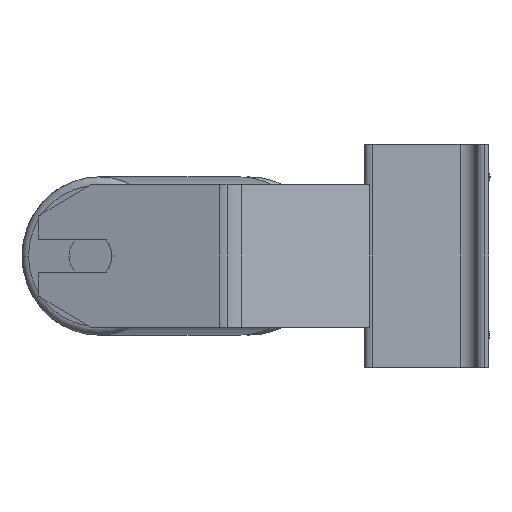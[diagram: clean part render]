
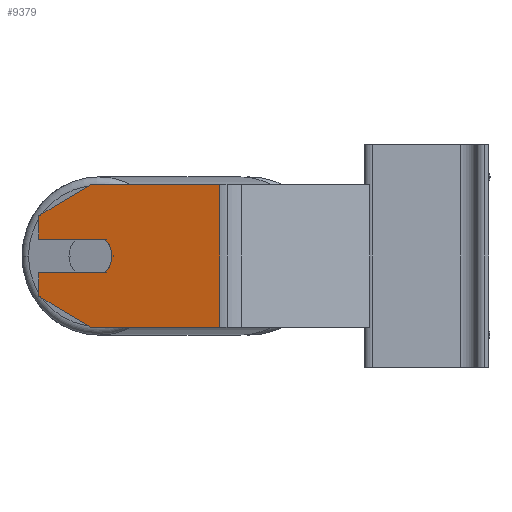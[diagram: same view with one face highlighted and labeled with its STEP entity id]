
A CAD part, left-side view. The second image highlights one B-rep face of the part: STEP entity #9379.
In plain terms, the highlighted planar face has unit normal (-0.966, 0.259, 0).
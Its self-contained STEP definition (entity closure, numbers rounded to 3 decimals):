
#122 = ORIENTED_EDGE ( 'NONE', *, *, #4174, .T. ) ;
#139 = AXIS2_PLACEMENT_3D ( 'NONE', #8017, #643, #2221 ) ;
#165 = CARTESIAN_POINT ( 'NONE',  ( -502.993, 201.025, 22.679 ) ) ;
#300 = CARTESIAN_POINT ( 'NONE',  ( -502.993, 201.025, -40. ) ) ;
#334 = DIRECTION ( 'NONE',  ( -0.966, 0.259, 0. ) ) ;
#370 = ORIENTED_EDGE ( 'NONE', *, *, #3680, .F. ) ;
#372 = LINE ( 'NONE', #10053, #2749 ) ;
#423 = DIRECTION ( 'NONE',  ( -0.259, -0.966, 0. ) ) ;
#542 = PLANE ( 'NONE',  #7345 ) ;
#589 = DIRECTION ( 'NONE',  ( 0.259, 0.966, 0. ) ) ;
#643 = DIRECTION ( 'NONE',  ( -0.966, 0.259, 0. ) ) ;
#899 = CARTESIAN_POINT ( 'NONE',  ( -502.993, 201.025, -9.5 ) ) ;
#925 = VERTEX_POINT ( 'NONE', #165 ) ;
#997 = VERTEX_POINT ( 'NONE', #10608 ) ;
#1013 = CARTESIAN_POINT ( 'NONE',  ( -513.993, 159.973, 0. ) ) ;
#1087 = DIRECTION ( 'NONE',  ( -0.259, -0.966, 0. ) ) ;
#1287 = ORIENTED_EDGE ( 'NONE', *, *, #3079, .F. ) ;
#1802 = CARTESIAN_POINT ( 'NONE',  ( -502.993, 201.025, -22.679 ) ) ;
#1975 = VERTEX_POINT ( 'NONE', #9590 ) ;
#2221 = DIRECTION ( 'NONE',  ( -0.259, -0.966, 0. ) ) ;
#2345 = DIRECTION ( 'NONE',  ( 0., 0., -1. ) ) ;
#2362 = AXIS2_PLACEMENT_3D ( 'NONE', #2717, #334, #1087 ) ;
#2370 = ORIENTED_EDGE ( 'NONE', *, *, #3590, .T. ) ;
#2453 = LINE ( 'NONE', #5714, #9057 ) ;
#2599 = EDGE_CURVE ( 'NONE', #7695, #5184, #372, .T. ) ;
#2717 = CARTESIAN_POINT ( 'NONE',  ( -510.758, 172.047, 0. ) ) ;
#2749 = VECTOR ( 'NONE', #423, 1000. ) ;
#2792 = CARTESIAN_POINT ( 'NONE',  ( -502.993, 201.025, 9.5 ) ) ;
#2989 = CARTESIAN_POINT ( 'NONE',  ( -530.23, 99.374, -40. ) ) ;
#3017 = DIRECTION ( 'NONE',  ( 0.966, -0.259, 0. ) ) ;
#3023 = VERTEX_POINT ( 'NONE', #1013 ) ;
#3079 = EDGE_CURVE ( 'NONE', #997, #6374, #6923, .T. ) ;
#3114 = CARTESIAN_POINT ( 'NONE',  ( -510.758, 172.047, -40. ) ) ;
#3204 = LINE ( 'NONE', #6537, #4917 ) ;
#3218 = VECTOR ( 'NONE', #3948, 1000. ) ;
#3246 = ORIENTED_EDGE ( 'NONE', *, *, #7257, .T. ) ;
#3359 = CARTESIAN_POINT ( 'NONE',  ( -530.23, 99.374, 40. ) ) ;
#3483 = DIRECTION ( 'NONE',  ( 0.259, 0.966, 0. ) ) ;
#3590 = EDGE_CURVE ( 'NONE', #3697, #1975, #8000, .T. ) ;
#3680 = EDGE_CURVE ( 'NONE', #3728, #9165, #9816, .T. ) ;
#3697 = VERTEX_POINT ( 'NONE', #1802 ) ;
#3728 = VERTEX_POINT ( 'NONE', #899 ) ;
#3948 = DIRECTION ( 'NONE',  ( 0., 0., -1. ) ) ;
#4042 = VECTOR ( 'NONE', #6052, 1000. ) ;
#4174 = EDGE_CURVE ( 'NONE', #7695, #925, #2453, .T. ) ;
#4214 = CARTESIAN_POINT ( 'NONE',  ( -530.23, 99.374, 40. ) ) ;
#4239 = EDGE_CURVE ( 'NONE', #9165, #3023, #8371, .T. ) ;
#4639 = FACE_OUTER_BOUND ( 'NONE', #5995, .T. ) ;
#4791 = CIRCLE ( 'NONE', #139, 12.5 ) ;
#4801 = CARTESIAN_POINT ( 'NONE',  ( -502.993, 201.025, 40. ) ) ;
#4917 = VECTOR ( 'NONE', #2345, 1000. ) ;
#5184 = VERTEX_POINT ( 'NONE', #3359 ) ;
#5338 = ORIENTED_EDGE ( 'NONE', *, *, #4239, .F. ) ;
#5714 = CARTESIAN_POINT ( 'NONE',  ( -502.993, 201.025, 22.679 ) ) ;
#5717 = CARTESIAN_POINT ( 'NONE',  ( -502.993, 201.025, 9.5 ) ) ;
#5724 = DIRECTION ( 'NONE',  ( -0.259, -0.966, 0. ) ) ;
#5782 = CARTESIAN_POINT ( 'NONE',  ( -502.993, 201.025, -9.5 ) ) ;
#5995 = EDGE_LOOP ( 'NONE', ( #6016, #2370, #3246, #9309, #9635, #122, #10111, #1287, #6030, #5338, #370 ) ) ;
#6016 = ORIENTED_EDGE ( 'NONE', *, *, #8807, .T. ) ;
#6030 = ORIENTED_EDGE ( 'NONE', *, *, #10417, .F. ) ;
#6052 = DIRECTION ( 'NONE',  ( -0.259, -0.966, 0. ) ) ;
#6242 = VERTEX_POINT ( 'NONE', #2989 ) ;
#6372 = EDGE_CURVE ( 'NONE', #925, #6374, #3204, .T. ) ;
#6374 = VERTEX_POINT ( 'NONE', #5717 ) ;
#6461 = LINE ( 'NONE', #4801, #3218 ) ;
#6537 = CARTESIAN_POINT ( 'NONE',  ( -502.993, 201.025, 40. ) ) ;
#6837 = LINE ( 'NONE', #4214, #10443 ) ;
#6923 = LINE ( 'NONE', #2792, #8078 ) ;
#7257 = EDGE_CURVE ( 'NONE', #1975, #6242, #7681, .T. ) ;
#7345 = AXIS2_PLACEMENT_3D ( 'NONE', #10377, #3017, #589 ) ;
#7409 = VECTOR ( 'NONE', #10572, 1000. ) ;
#7681 = LINE ( 'NONE', #300, #4042 ) ;
#7695 = VERTEX_POINT ( 'NONE', #8570 ) ;
#7751 = VECTOR ( 'NONE', #5724, 1000. ) ;
#8000 = LINE ( 'NONE', #3114, #7409 ) ;
#8017 = CARTESIAN_POINT ( 'NONE',  ( -510.758, 172.047, 0. ) ) ;
#8078 = VECTOR ( 'NONE', #3483, 1000. ) ;
#8371 = CIRCLE ( 'NONE', #2362, 12.5 ) ;
#8402 = DIRECTION ( 'NONE',  ( 0., 0., -1. ) ) ;
#8570 = CARTESIAN_POINT ( 'NONE',  ( -510.758, 172.047, 40. ) ) ;
#8658 = CARTESIAN_POINT ( 'NONE',  ( -512.86, 164.2, -9.5 ) ) ;
#8807 = EDGE_CURVE ( 'NONE', #3728, #3697, #6461, .T. ) ;
#9003 = DIRECTION ( 'NONE',  ( 0.224, 0.837, -0.5 ) ) ;
#9057 = VECTOR ( 'NONE', #9003, 1000. ) ;
#9165 = VERTEX_POINT ( 'NONE', #8658 ) ;
#9309 = ORIENTED_EDGE ( 'NONE', *, *, #10147, .F. ) ;
#9379 = ADVANCED_FACE ( 'NONE', ( #4639 ), #542, .F. ) ;
#9590 = CARTESIAN_POINT ( 'NONE',  ( -510.758, 172.047, -40. ) ) ;
#9635 = ORIENTED_EDGE ( 'NONE', *, *, #2599, .F. ) ;
#9816 = LINE ( 'NONE', #5782, #7751 ) ;
#10053 = CARTESIAN_POINT ( 'NONE',  ( -502.993, 201.025, 40. ) ) ;
#10111 = ORIENTED_EDGE ( 'NONE', *, *, #6372, .T. ) ;
#10147 = EDGE_CURVE ( 'NONE', #5184, #6242, #6837, .T. ) ;
#10377 = CARTESIAN_POINT ( 'NONE',  ( -502.993, 201.025, 40. ) ) ;
#10417 = EDGE_CURVE ( 'NONE', #3023, #997, #4791, .T. ) ;
#10443 = VECTOR ( 'NONE', #8402, 1000. ) ;
#10572 = DIRECTION ( 'NONE',  ( -0.224, -0.837, -0.5 ) ) ;
#10608 = CARTESIAN_POINT ( 'NONE',  ( -512.86, 164.2, 9.5 ) ) ;
